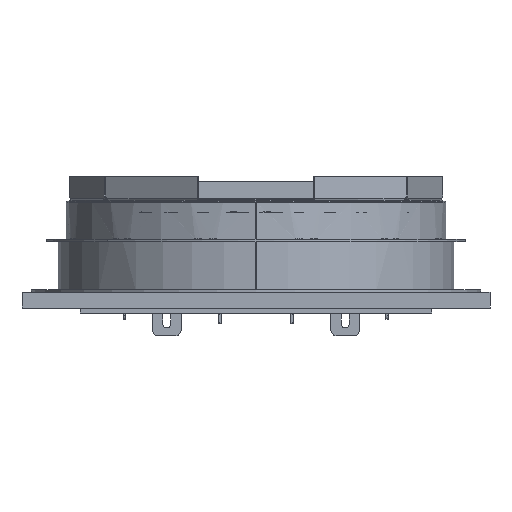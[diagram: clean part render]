
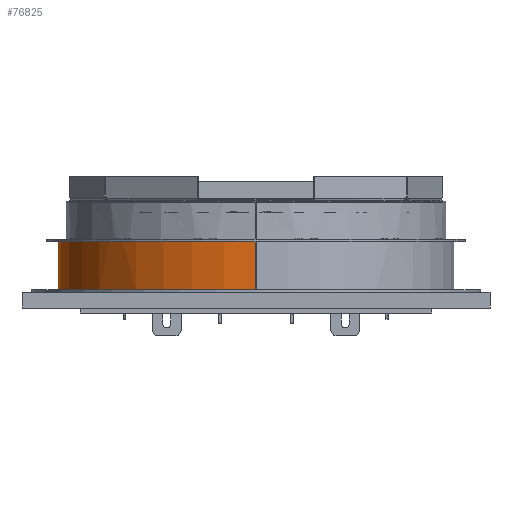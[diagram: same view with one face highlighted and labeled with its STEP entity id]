
A CAD part, front view. The second image highlights one B-rep face of the part: STEP entity #76825.
In plain terms, the highlighted cylindrical face has radius 158.5 mm (diameter 317 mm), a partial arc.
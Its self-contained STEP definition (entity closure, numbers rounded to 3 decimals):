
#46 = EDGE_CURVE ( 'NONE', #1008, #72706, #116620, .T. ) ;
#263 = DIRECTION ( 'NONE',  ( 0., 0., 1. ) ) ;
#1008 = VERTEX_POINT ( 'NONE', #93935 ) ;
#1103 = DIRECTION ( 'NONE',  ( 0., 0., 1. ) ) ;
#1166 = CARTESIAN_POINT ( 'NONE',  ( -96.337, -125.747, -2.6 ) ) ;
#1261 = VERTEX_POINT ( 'NONE', #1166 ) ;
#1896 = DIRECTION ( 'NONE',  ( 0., 0., 1. ) ) ;
#1935 = ORIENTED_EDGE ( 'NONE', *, *, #76394, .F. ) ;
#3403 = CIRCLE ( 'NONE', #56165, 158.5 ) ;
#5080 = CIRCLE ( 'NONE', #76033, 158.5 ) ;
#9303 = LINE ( 'NONE', #48019, #39467 ) ;
#9493 = VECTOR ( 'NONE', #49306, 1000. ) ;
#9520 = LINE ( 'NONE', #85095, #108423 ) ;
#10162 = AXIS2_PLACEMENT_3D ( 'NONE', #68566, #1896, #107267 ) ;
#11766 = CIRCLE ( 'NONE', #113055, 158.5 ) ;
#15428 = CARTESIAN_POINT ( 'NONE',  ( 0.151, 0., -53.1 ) ) ;
#17084 = AXIS2_PLACEMENT_3D ( 'NONE', #104475, #103849, #75274 ) ;
#17398 = VECTOR ( 'NONE', #52571, 1000. ) ;
#18087 = CARTESIAN_POINT ( 'NONE',  ( -125.595, -96.489, -521.25 ) ) ;
#19319 = DIRECTION ( 'NONE',  ( 0., 0., 1. ) ) ;
#21396 = CARTESIAN_POINT ( 'NONE',  ( -158.349, 0.051, -521.25 ) ) ;
#27121 = DIRECTION ( 'NONE',  ( 0., 0., -1. ) ) ;
#28254 = DIRECTION ( 'NONE',  ( -1., 0., 0. ) ) ;
#28891 = DIRECTION ( 'NONE',  ( 0., 0., -1. ) ) ;
#31530 = ORIENTED_EDGE ( 'NONE', *, *, #97072, .F. ) ;
#32213 = ORIENTED_EDGE ( 'NONE', *, *, #80271, .F. ) ;
#35777 = VERTEX_POINT ( 'NONE', #55745 ) ;
#36467 = DIRECTION ( 'NONE',  ( -1., 0., 0. ) ) ;
#37806 = DIRECTION ( 'NONE',  ( -1., 0., 0. ) ) ;
#37920 = CARTESIAN_POINT ( 'NONE',  ( -96.337, -125.747, -4.4 ) ) ;
#38407 = ORIENTED_EDGE ( 'NONE', *, *, #112484, .F. ) ;
#38957 = LINE ( 'NONE', #18087, #43022 ) ;
#39467 = VECTOR ( 'NONE', #125439, 1000. ) ;
#40170 = ORIENTED_EDGE ( 'NONE', *, *, #46, .F. ) ;
#40397 = LINE ( 'NONE', #67135, #9493 ) ;
#43022 = VECTOR ( 'NONE', #19319, 1000. ) ;
#46478 = DIRECTION ( 'NONE',  ( 0., 0., -1. ) ) ;
#48019 = CARTESIAN_POINT ( 'NONE',  ( -96.337, -125.747, -521.25 ) ) ;
#49306 = DIRECTION ( 'NONE',  ( 0., 0., -1. ) ) ;
#51983 = CARTESIAN_POINT ( 'NONE',  ( -125.595, -96.489, -4.4 ) ) ;
#52571 = DIRECTION ( 'NONE',  ( 0., 0., 1. ) ) ;
#53447 = CARTESIAN_POINT ( 'NONE',  ( -125.595, -96.489, -53.1 ) ) ;
#53951 = ORIENTED_EDGE ( 'NONE', *, *, #101542, .F. ) ;
#55276 = CARTESIAN_POINT ( 'NONE',  ( -96.337, -125.747, -53.1 ) ) ;
#55531 = EDGE_CURVE ( 'NONE', #88382, #35777, #3403, .T. ) ;
#55745 = CARTESIAN_POINT ( 'NONE',  ( -96.337, -125.747, -43.1 ) ) ;
#56165 = AXIS2_PLACEMENT_3D ( 'NONE', #77162, #28891, #37806 ) ;
#56846 = DIRECTION ( 'NONE',  ( 0., 0., 1. ) ) ;
#59119 = ORIENTED_EDGE ( 'NONE', *, *, #75228, .F. ) ;
#59578 = CARTESIAN_POINT ( 'NONE',  ( -125.595, -96.489, -521.25 ) ) ;
#64302 = ORIENTED_EDGE ( 'NONE', *, *, #74305, .F. ) ;
#64918 = CIRCLE ( 'NONE', #10162, 158.5 ) ;
#65507 = VERTEX_POINT ( 'NONE', #37920 ) ;
#66382 = CARTESIAN_POINT ( 'NONE',  ( 0.151, 0., -521.25 ) ) ;
#67135 = CARTESIAN_POINT ( 'NONE',  ( -96.337, -125.747, -521.25 ) ) ;
#68566 = CARTESIAN_POINT ( 'NONE',  ( 0.151, 0., -4.4 ) ) ;
#70187 = EDGE_CURVE ( 'NONE', #72372, #82489, #38957, .T. ) ;
#72372 = VERTEX_POINT ( 'NONE', #53447 ) ;
#72706 = VERTEX_POINT ( 'NONE', #91393 ) ;
#72976 = EDGE_LOOP ( 'NONE', ( #40170, #78536, #114669, #80052, #1935, #104661, #31530, #53951, #64302, #38407, #59119, #32213 ) ) ;
#73475 = CARTESIAN_POINT ( 'NONE',  ( -125.595, -96.489, -2.6 ) ) ;
#74305 = EDGE_CURVE ( 'NONE', #1261, #65507, #9303, .T. ) ;
#74498 = VERTEX_POINT ( 'NONE', #110771 ) ;
#75228 = EDGE_CURVE ( 'NONE', #107770, #97141, #80511, .T. ) ;
#75274 = DIRECTION ( 'NONE',  ( -1., 0., 0. ) ) ;
#75888 = CYLINDRICAL_SURFACE ( 'NONE', #116938, 158.5 ) ;
#76033 = AXIS2_PLACEMENT_3D ( 'NONE', #15428, #46478, #122021 ) ;
#76394 = EDGE_CURVE ( 'NONE', #35777, #97010, #40397, .T. ) ;
#76825 = ADVANCED_FACE ( 'NONE', ( #115218 ), #75888, .T. ) ;
#77162 = CARTESIAN_POINT ( 'NONE',  ( 0.151, 0., -43.1 ) ) ;
#77537 = AXIS2_PLACEMENT_3D ( 'NONE', #108454, #27121, #114083 ) ;
#78536 = ORIENTED_EDGE ( 'NONE', *, *, #94587, .F. ) ;
#80052 = ORIENTED_EDGE ( 'NONE', *, *, #108253, .F. ) ;
#80271 = EDGE_CURVE ( 'NONE', #72706, #107770, #122441, .T. ) ;
#80511 = LINE ( 'NONE', #59578, #17398 ) ;
#82489 = VERTEX_POINT ( 'NONE', #119322 ) ;
#85095 = CARTESIAN_POINT ( 'NONE',  ( 0.101, -158.5, -4.4 ) ) ;
#88130 = VECTOR ( 'NONE', #1103, 1000. ) ;
#88382 = VERTEX_POINT ( 'NONE', #111994 ) ;
#91393 = CARTESIAN_POINT ( 'NONE',  ( -158.349, 0.051, -4.4 ) ) ;
#93935 = CARTESIAN_POINT ( 'NONE',  ( -158.349, 0.051, -43.1 ) ) ;
#94587 = EDGE_CURVE ( 'NONE', #82489, #1008, #101922, .T. ) ;
#94636 = DIRECTION ( 'NONE',  ( 0., 0., -1. ) ) ;
#97010 = VERTEX_POINT ( 'NONE', #55276 ) ;
#97072 = EDGE_CURVE ( 'NONE', #74498, #88382, #9520, .T. ) ;
#97141 = VERTEX_POINT ( 'NONE', #73475 ) ;
#101542 = EDGE_CURVE ( 'NONE', #65507, #74498, #64918, .T. ) ;
#101922 = CIRCLE ( 'NONE', #77537, 158.5 ) ;
#103849 = DIRECTION ( 'NONE',  ( 0., 0., 1. ) ) ;
#104475 = CARTESIAN_POINT ( 'NONE',  ( 0.151, 0., -4.4 ) ) ;
#104661 = ORIENTED_EDGE ( 'NONE', *, *, #55531, .F. ) ;
#107267 = DIRECTION ( 'NONE',  ( -1., 0., 0. ) ) ;
#107770 = VERTEX_POINT ( 'NONE', #51983 ) ;
#108253 = EDGE_CURVE ( 'NONE', #97010, #72372, #5080, .T. ) ;
#108423 = VECTOR ( 'NONE', #94636, 1000. ) ;
#108454 = CARTESIAN_POINT ( 'NONE',  ( 0.151, 0., -43.1 ) ) ;
#110771 = CARTESIAN_POINT ( 'NONE',  ( 0.101, -158.5, -4.4 ) ) ;
#111994 = CARTESIAN_POINT ( 'NONE',  ( 0.101, -158.5, -43.1 ) ) ;
#112484 = EDGE_CURVE ( 'NONE', #97141, #1261, #11766, .T. ) ;
#113055 = AXIS2_PLACEMENT_3D ( 'NONE', #123413, #263, #36467 ) ;
#114083 = DIRECTION ( 'NONE',  ( -1., 0., 0. ) ) ;
#114669 = ORIENTED_EDGE ( 'NONE', *, *, #70187, .F. ) ;
#115218 = FACE_OUTER_BOUND ( 'NONE', #72976, .T. ) ;
#116620 = LINE ( 'NONE', #21396, #88130 ) ;
#116938 = AXIS2_PLACEMENT_3D ( 'NONE', #66382, #56846, #28254 ) ;
#119322 = CARTESIAN_POINT ( 'NONE',  ( -125.595, -96.489, -43.1 ) ) ;
#122021 = DIRECTION ( 'NONE',  ( -1., 0., 0. ) ) ;
#122441 = CIRCLE ( 'NONE', #17084, 158.5 ) ;
#123413 = CARTESIAN_POINT ( 'NONE',  ( 0.151, 0., -2.6 ) ) ;
#125439 = DIRECTION ( 'NONE',  ( 0., 0., -1. ) ) ;
